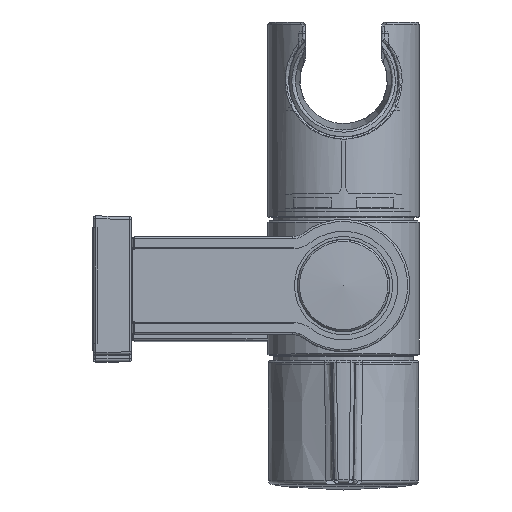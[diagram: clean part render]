
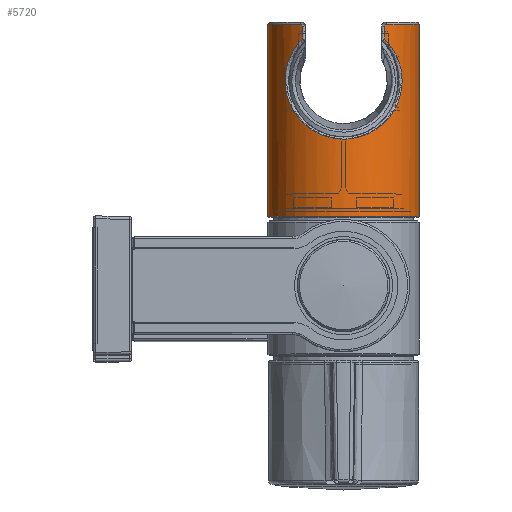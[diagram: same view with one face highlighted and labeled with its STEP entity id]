
A CAD part, top view. The second image highlights one B-rep face of the part: STEP entity #5720.
In plain terms, the highlighted cylindrical face has radius 18 mm (diameter 36 mm), a full revolution.
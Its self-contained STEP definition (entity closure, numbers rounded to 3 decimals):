
#154=CIRCLE('',#6398,18.);
#156=CIRCLE('',#6401,18.);
#165=CIRCLE('',#6416,18.);
#312=CYLINDRICAL_SURFACE('',#6423,18.);
#567=B_SPLINE_CURVE_WITH_KNOTS('',3,(#9474,#9475,#9476,#9477,#9478,#9479,
#9480,#9481,#9482,#9483,#9484,#9485,#9486,#9487,#9488,#9489,#9490,#9491,
#9492,#9493),.UNSPECIFIED.,.F.,.F.,(4,1,1,1,1,1,1,1,1,1,1,1,1,1,1,1,1,4),
(0.,0.004,0.007,0.011,0.014,
0.018,0.022,0.025,0.029,
0.032,0.036,0.04,0.043,
0.047,0.051,0.052,0.054,
0.058),.UNSPECIFIED.);
#570=B_SPLINE_CURVE_WITH_KNOTS('',3,(#9556,#9557,#9558,#9559,#9560),
 .UNSPECIFIED.,.F.,.F.,(4,1,4),(0.,0.,0.001),
 .UNSPECIFIED.);
#571=B_SPLINE_CURVE_WITH_KNOTS('',3,(#9585,#9586,#9587,#9588,#9589),
 .UNSPECIFIED.,.F.,.F.,(4,1,4),(0.,0.,0.001),
 .UNSPECIFIED.);
#573=B_SPLINE_CURVE_WITH_KNOTS('',3,(#9706,#9707,#9708,#9709,#9710,#9711,
#9712,#9713,#9714,#9715,#9716,#9717,#9718,#9719,#9720,#9721,#9722,#9723,
#9724,#9725,#9726),.UNSPECIFIED.,.F.,.F.,(4,1,1,1,1,1,1,1,1,1,1,1,1,1,1,
1,1,1,4),(0.,0.004,0.009,0.011,
0.013,0.017,0.022,0.026,
0.03,0.035,0.039,0.043,
0.048,0.052,0.056,0.058,
0.061,0.065,0.069),.UNSPECIFIED.);
#595=B_SPLINE_CURVE_WITH_KNOTS('',3,(#9915,#9916,#9917,#9918,#9919),
 .UNSPECIFIED.,.F.,.F.,(4,1,4),(0.,0.,0.001),
 .UNSPECIFIED.);
#596=B_SPLINE_CURVE_WITH_KNOTS('',3,(#9920,#9921,#9922,#9923,#9924),
 .UNSPECIFIED.,.F.,.F.,(4,1,4),(0.,0.,0.001),
 .UNSPECIFIED.);
#1570=ORIENTED_EDGE('',*,*,#2772,.T.);
#1571=ORIENTED_EDGE('',*,*,#2769,.T.);
#1572=ORIENTED_EDGE('',*,*,#2774,.T.);
#1573=ORIENTED_EDGE('',*,*,#2781,.T.);
#1574=ORIENTED_EDGE('',*,*,#2787,.T.);
#1575=ORIENTED_EDGE('',*,*,#2829,.T.);
#1576=ORIENTED_EDGE('',*,*,#2795,.T.);
#1577=ORIENTED_EDGE('',*,*,#2797,.T.);
#1578=ORIENTED_EDGE('',*,*,#2789,.T.);
#1579=ORIENTED_EDGE('',*,*,#2830,.T.);
#1580=ORIENTED_EDGE('',*,*,#2785,.T.);
#1581=ORIENTED_EDGE('',*,*,#2779,.T.);
#1582=ORIENTED_EDGE('',*,*,#2808,.T.);
#2769=EDGE_CURVE('',#3780,#3783,#567,.T.);
#2772=EDGE_CURVE('',#3785,#3780,#4507,.T.);
#2774=EDGE_CURVE('',#3783,#3786,#4508,.F.);
#2779=EDGE_CURVE('',#3788,#3785,#570,.T.);
#2781=EDGE_CURVE('',#3786,#3791,#571,.T.);
#2785=EDGE_CURVE('',#3792,#3788,#154,.F.);
#2787=EDGE_CURVE('',#3791,#3795,#156,.F.);
#2789=EDGE_CURVE('',#3796,#3797,#4510,.F.);
#2795=EDGE_CURVE('',#3803,#3802,#4513,.T.);
#2797=EDGE_CURVE('',#3802,#3796,#573,.T.);
#2808=EDGE_CURVE('',#3807,#3807,#165,.F.);
#2829=EDGE_CURVE('',#3795,#3803,#595,.T.);
#2830=EDGE_CURVE('',#3797,#3792,#596,.T.);
#3780=VERTEX_POINT('',#9408);
#3783=VERTEX_POINT('',#9415);
#3785=VERTEX_POINT('',#9519);
#3786=VERTEX_POINT('',#9523);
#3788=VERTEX_POINT('',#9549);
#3791=VERTEX_POINT('',#9584);
#3792=VERTEX_POINT('',#9597);
#3795=VERTEX_POINT('',#9604);
#3796=VERTEX_POINT('',#9609);
#3797=VERTEX_POINT('',#9610);
#3802=VERTEX_POINT('',#9621);
#3803=VERTEX_POINT('',#9623);
#3807=VERTEX_POINT('',#9773);
#4507=LINE('',#9518,#4924);
#4508=LINE('',#9522,#4925);
#4510=LINE('',#9608,#4927);
#4513=LINE('',#9622,#4930);
#4924=VECTOR('',#7541,1000.);
#4925=VECTOR('',#7546,1000.);
#4927=VECTOR('',#7572,1000.);
#4930=VECTOR('',#7583,1000.);
#5162=EDGE_LOOP('',(#1570,#1571,#1572,#1573,#1574,#1575,#1576,#1577,#1578,
#1579,#1580,#1581));
#5163=EDGE_LOOP('',(#1582));
#5434=FACE_BOUND('',#5162,.T.);
#5435=FACE_BOUND('',#5163,.T.);
#5720=ADVANCED_FACE('',(#5434,#5435),#312,.T.);
#6398=AXIS2_PLACEMENT_3D('',#9600,#7560,#7561);
#6401=AXIS2_PLACEMENT_3D('',#9605,#7566,#7567);
#6416=AXIS2_PLACEMENT_3D('',#9772,#7604,#7605);
#6423=AXIS2_PLACEMENT_3D('',#9914,#7620,#7621);
#7541=DIRECTION('',(0.,-1.,0.));
#7546=DIRECTION('',(0.,-1.,0.));
#7560=DIRECTION('',(0.,1.,0.));
#7561=DIRECTION('',(0.,0.,-1.));
#7566=DIRECTION('',(0.,1.,0.));
#7567=DIRECTION('',(0.,0.,-1.));
#7572=DIRECTION('',(0.,-1.,0.));
#7583=DIRECTION('',(0.,-1.,0.));
#7604=DIRECTION('',(0.,-1.,0.));
#7605=DIRECTION('',(0.,0.,1.));
#7620=DIRECTION('',(0.,-1.,0.));
#7621=DIRECTION('',(0.,0.,1.));
#9408=CARTESIAN_POINT('',(42.729,59.505,568.483));
#9415=CARTESIAN_POINT('',(62.271,59.505,568.483));
#9474=CARTESIAN_POINT('',(42.729,59.505,568.483));
#9475=CARTESIAN_POINT('',(41.995,58.659,568.957));
#9476=CARTESIAN_POINT('',(40.775,56.8,569.898));
#9477=CARTESIAN_POINT('',(39.736,53.386,570.906));
#9478=CARTESIAN_POINT('',(39.843,49.683,570.793));
#9479=CARTESIAN_POINT('',(41.042,46.372,569.665));
#9480=CARTESIAN_POINT('',(43.009,43.668,568.226));
#9481=CARTESIAN_POINT('',(45.638,41.55,566.858));
#9482=CARTESIAN_POINT('',(48.863,40.139,565.854));
#9483=CARTESIAN_POINT('',(52.471,39.629,565.475));
#9484=CARTESIAN_POINT('',(56.096,40.126,565.844));
#9485=CARTESIAN_POINT('',(59.333,41.532,566.846));
#9486=CARTESIAN_POINT('',(61.977,43.651,568.216));
#9487=CARTESIAN_POINT('',(63.952,46.36,569.66));
#9488=CARTESIAN_POINT('',(65.151,49.659,570.787));
#9489=CARTESIAN_POINT('',(65.25,52.746,570.891));
#9490=CARTESIAN_POINT('',(64.747,55.09,570.402));
#9491=CARTESIAN_POINT('',(63.933,57.238,569.674));
#9492=CARTESIAN_POINT('',(63.005,58.658,568.958));
#9493=CARTESIAN_POINT('',(62.271,59.505,568.483));
#9518=CARTESIAN_POINT('',(42.729,-29.15,568.483));
#9519=CARTESIAN_POINT('',(42.729,64.85,568.483));
#9522=CARTESIAN_POINT('',(62.271,-29.15,568.483));
#9523=CARTESIAN_POINT('',(62.271,64.85,568.483));
#9549=CARTESIAN_POINT('',(42.214,65.35,568.828));
#9556=CARTESIAN_POINT('',(42.214,65.35,568.828));
#9557=CARTESIAN_POINT('',(42.336,65.35,568.744));
#9558=CARTESIAN_POINT('',(42.581,65.272,568.578));
#9559=CARTESIAN_POINT('',(42.729,64.999,568.483));
#9560=CARTESIAN_POINT('',(42.729,64.85,568.483));
#9584=CARTESIAN_POINT('',(62.786,65.35,568.828));
#9585=CARTESIAN_POINT('',(62.271,64.85,568.483));
#9586=CARTESIAN_POINT('',(62.271,64.999,568.483));
#9587=CARTESIAN_POINT('',(62.417,65.271,568.577));
#9588=CARTESIAN_POINT('',(62.664,65.35,568.744));
#9589=CARTESIAN_POINT('',(62.786,65.35,568.828));
#9597=CARTESIAN_POINT('',(42.214,65.35,598.372));
#9600=CARTESIAN_POINT('',(52.5,65.35,583.6));
#9604=CARTESIAN_POINT('',(62.786,65.35,598.372));
#9605=CARTESIAN_POINT('',(52.5,65.35,583.6));
#9608=CARTESIAN_POINT('',(42.729,-29.15,598.717));
#9609=CARTESIAN_POINT('',(42.729,61.778,598.717));
#9610=CARTESIAN_POINT('',(42.729,64.85,598.717));
#9621=CARTESIAN_POINT('',(62.271,61.778,598.717));
#9622=CARTESIAN_POINT('',(62.271,-29.15,598.717));
#9623=CARTESIAN_POINT('',(62.271,64.85,598.717));
#9706=CARTESIAN_POINT('',(62.271,61.778,598.717));
#9707=CARTESIAN_POINT('',(63.22,60.852,598.104));
#9708=CARTESIAN_POINT('',(64.802,58.795,596.831));
#9709=CARTESIAN_POINT('',(66.055,55.61,595.458));
#9710=CARTESIAN_POINT('',(66.466,52.755,594.956));
#9711=CARTESIAN_POINT('',(66.424,49.815,595.008));
#9712=CARTESIAN_POINT('',(65.54,46.388,596.076));
#9713=CARTESIAN_POINT('',(63.499,42.997,597.964));
#9714=CARTESIAN_POINT('',(60.59,40.286,599.823));
#9715=CARTESIAN_POINT('',(56.857,38.426,601.234));
#9716=CARTESIAN_POINT('',(52.512,37.733,601.781));
#9717=CARTESIAN_POINT('',(48.168,38.417,601.241));
#9718=CARTESIAN_POINT('',(44.42,40.278,599.828));
#9719=CARTESIAN_POINT('',(41.508,42.988,597.97));
#9720=CARTESIAN_POINT('',(39.463,46.38,596.08));
#9721=CARTESIAN_POINT('',(38.577,49.806,595.009));
#9722=CARTESIAN_POINT('',(38.533,52.748,594.955));
#9723=CARTESIAN_POINT('',(38.943,55.6,595.455));
#9724=CARTESIAN_POINT('',(40.192,58.786,596.825));
#9725=CARTESIAN_POINT('',(41.78,60.852,598.104));
#9726=CARTESIAN_POINT('',(42.729,61.778,598.717));
#9772=CARTESIAN_POINT('',(52.5,19.55,583.6));
#9773=CARTESIAN_POINT('',(52.5,19.55,601.6));
#9914=CARTESIAN_POINT('',(52.5,-29.15,583.6));
#9915=CARTESIAN_POINT('',(62.786,65.35,598.372));
#9916=CARTESIAN_POINT('',(62.664,65.35,598.456));
#9917=CARTESIAN_POINT('',(62.419,65.272,598.622));
#9918=CARTESIAN_POINT('',(62.271,64.999,598.717));
#9919=CARTESIAN_POINT('',(62.271,64.85,598.717));
#9920=CARTESIAN_POINT('',(42.729,64.85,598.717));
#9921=CARTESIAN_POINT('',(42.729,64.999,598.717));
#9922=CARTESIAN_POINT('',(42.583,65.271,598.623));
#9923=CARTESIAN_POINT('',(42.336,65.35,598.456));
#9924=CARTESIAN_POINT('',(42.214,65.35,598.372));
